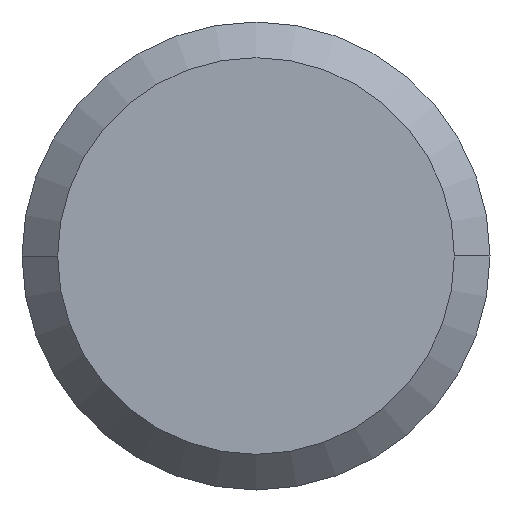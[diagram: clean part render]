
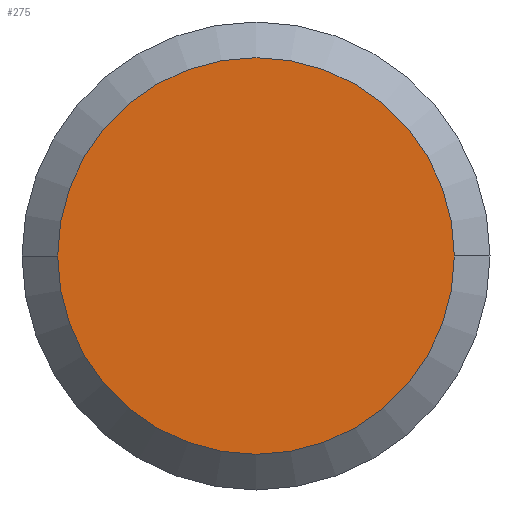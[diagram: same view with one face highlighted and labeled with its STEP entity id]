
A CAD part, left-side view. The second image highlights one B-rep face of the part: STEP entity #275.
In plain terms, the highlighted planar face has unit normal (-1, 0, 0).
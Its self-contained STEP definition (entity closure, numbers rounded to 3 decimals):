
#10 = DIRECTION ( 'NONE',  ( 1., 0., 0. ) ) ;
#38 = CARTESIAN_POINT ( 'NONE',  ( 0., -4.238, 0. ) ) ;
#44 = DIRECTION ( 'NONE',  ( 0., 1., 0. ) ) ;
#59 = VERTEX_POINT ( 'NONE', #71 ) ;
#71 = CARTESIAN_POINT ( 'NONE',  ( 0., 4.238, 0. ) ) ;
#75 = DIRECTION ( 'NONE',  ( 0., -1., 0. ) ) ;
#118 = AXIS2_PLACEMENT_3D ( 'NONE', #360, #10, #44 ) ;
#138 = DIRECTION ( 'NONE',  ( -1., 0., 0. ) ) ;
#139 = EDGE_LOOP ( 'NONE', ( #412, #394 ) ) ;
#185 = VERTEX_POINT ( 'NONE', #38 ) ;
#187 = AXIS2_PLACEMENT_3D ( 'NONE', #214, #220, #374 ) ;
#199 = CIRCLE ( 'NONE', #118, 4.238 ) ;
#214 = CARTESIAN_POINT ( 'NONE',  ( 0., 0., 0. ) ) ;
#220 = DIRECTION ( 'NONE',  ( 1., 0., 0. ) ) ;
#275 = ADVANCED_FACE ( 'NONE', ( #385 ), #363, .T. ) ;
#287 = EDGE_CURVE ( 'NONE', #59, #185, #199, .T. ) ;
#321 = CIRCLE ( 'NONE', #187, 4.238 ) ;
#339 = CARTESIAN_POINT ( 'NONE',  ( 0., 0., 0. ) ) ;
#346 = AXIS2_PLACEMENT_3D ( 'NONE', #339, #138, #75 ) ;
#360 = CARTESIAN_POINT ( 'NONE',  ( 0., 0., 0. ) ) ;
#363 = PLANE ( 'NONE',  #346 ) ;
#374 = DIRECTION ( 'NONE',  ( 0., 1., 0. ) ) ;
#382 = EDGE_CURVE ( 'NONE', #185, #59, #321, .T. ) ;
#385 = FACE_OUTER_BOUND ( 'NONE', #139, .T. ) ;
#394 = ORIENTED_EDGE ( 'NONE', *, *, #382, .F. ) ;
#412 = ORIENTED_EDGE ( 'NONE', *, *, #287, .F. ) ;
